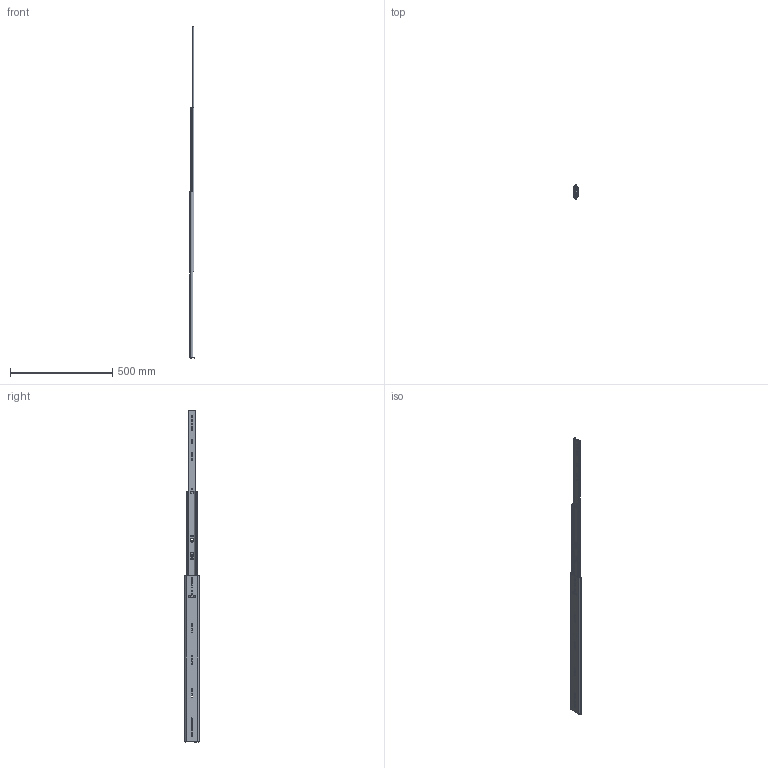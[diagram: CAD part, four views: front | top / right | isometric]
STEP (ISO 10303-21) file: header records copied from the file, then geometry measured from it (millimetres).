
FILE_DESCRIPTION (( 'STEP AP203' ), '1' );
FILE_NAME ('C690-32.STEP', '2021-06-03T07:43:17', ( '' ), ( '' ), 'SwSTEP 2.0', 'SolidWorks 2019', '' );
FILE_SCHEMA (( 'CONFIG_CONTROL_DESIGN' ));
Length unit declared in the file: millimetre
Products named in the file (5): IM C690-32; C690-32; SBP1019; OM C690-32; CM C690-32
Assembly tree (4 placements, depth 2):
  C690-32
    OM C690-32
    CM C690-32
    SBP1019
    IM C690-32
Bounding box: 20.5 x 69.75 x 1620.8 mm (x, y, z)
Volume: 431846.4 mm3; surface area: 360155 mm2
Topology: 4 solids, 4 shells, 445 faces, 1317 edges, 868 vertices
Faces by surface type: cylinder 236, plane 203, torus 6
Entity records: 15860 total; most frequent: CARTESIAN_POINT 2795, DIRECTION 2677, ORIENTED_EDGE 2634, EDGE_CURVE 1317, AXIS2_PLACEMENT_3D 930, VERTEX_POINT 868, LINE 817, VECTOR 817
